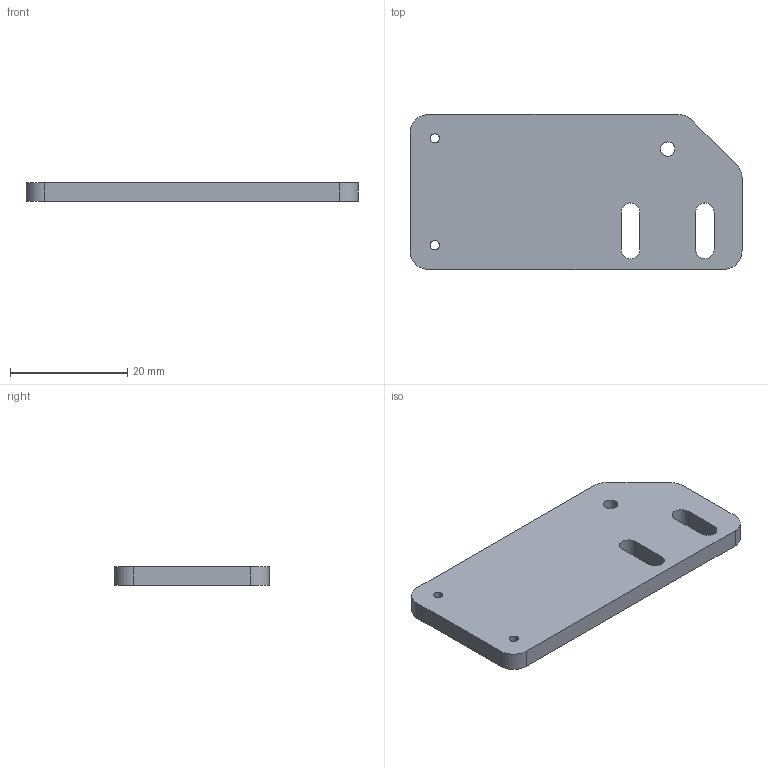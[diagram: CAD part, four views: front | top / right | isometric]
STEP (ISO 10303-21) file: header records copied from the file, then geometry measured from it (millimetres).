
FILE_DESCRIPTION(/* description */ ('NP2 FOCUS MTR MNT'),/* implementation_level */ '2;1');
FILE_NAME(/* name */ 'J010016 NP2 FOCUS MTR MNT Rev -.stp',/* time_stamp */ '2021-09-14T10:26:57-04:00',/* author */ ('arnoldj'),/* organization */ (''),/* preprocessor_version */ 'ST-DEVELOPER v18',/* originating_system */ 'Autodesk Inventor 2020',/* authorisation */ '');
FILE_SCHEMA (('AUTOMOTIVE_DESIGN { 1 0 10303 214 3 1 1 }'));
Length unit declared in the file: inch
Products named in the file (1): J010016
Bounding box: 56.74 x 26.49 x 3.17 mm (x, y, z)
Volume: 4401.2 mm3; surface area: 3469.2 mm2
Topology: 1 solids, 1 shells, 23 faces, 81 edges, 75 vertices
Faces by surface type: cylinder 12, plane 11
Full cylindrical faces by diameter (mm): 1.567 x2, 2.459 x1
Entity records: 923 total; most frequent: CARTESIAN_POINT 169, DIRECTION 149, ORIENTED_EDGE 132, EDGE_CURVE 66, AXIS2_PLACEMENT_3D 55, VERTEX_POINT 45, LINE 39, VECTOR 39
